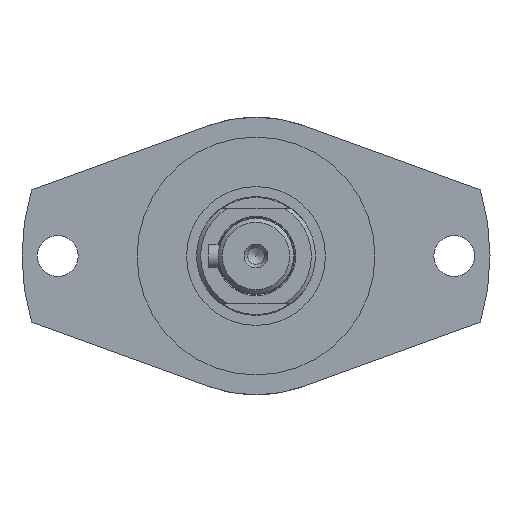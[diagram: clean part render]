
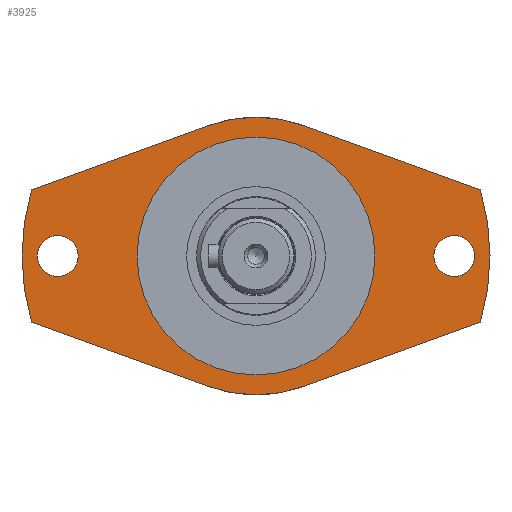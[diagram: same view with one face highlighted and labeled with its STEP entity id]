
A CAD part, left-side view. The second image highlights one B-rep face of the part: STEP entity #3925.
In plain terms, the highlighted planar face has unit normal (-1, 0, 0).
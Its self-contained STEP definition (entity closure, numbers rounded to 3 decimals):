
#344=FACE_BOUND('',#873,.T.);
#345=FACE_BOUND('',#874,.T.);
#346=FACE_BOUND('',#875,.T.);
#457=PLANE('',#4275);
#644=FACE_OUTER_BOUND('',#872,.T.);
#872=EDGE_LOOP('',(#3482,#3483,#3484,#3485,#3486,#3487,#3488,#3489));
#873=EDGE_LOOP('',(#3490));
#874=EDGE_LOOP('',(#3491));
#875=EDGE_LOOP('',(#3492,#3493));
#1043=CIRCLE('',#4265,59.);
#1044=CIRCLE('',#4267,30.);
#1045=CIRCLE('',#4268,30.);
#1049=CIRCLE('',#4274,59.);
#1050=CIRCLE('',#4276,35.);
#1051=CIRCLE('',#4277,35.);
#1052=CIRCLE('',#4278,5.15);
#1053=CIRCLE('',#4279,5.15);
#1376=LINE('',#6579,#1680);
#1377=LINE('',#6582,#1681);
#1378=LINE('',#6584,#1682);
#1379=LINE('',#6587,#1683);
#1680=VECTOR('',#5210,10.);
#1681=VECTOR('',#5213,10.);
#1682=VECTOR('',#5214,10.);
#1683=VECTOR('',#5217,10.);
#2004=VERTEX_POINT('',#6552);
#2005=VERTEX_POINT('',#6554);
#2006=VERTEX_POINT('',#6558);
#2007=VERTEX_POINT('',#6559);
#2010=VERTEX_POINT('',#6569);
#2013=VERTEX_POINT('',#6574);
#2014=VERTEX_POINT('',#6578);
#2015=VERTEX_POINT('',#6580);
#2016=VERTEX_POINT('',#6583);
#2017=VERTEX_POINT('',#6585);
#2018=VERTEX_POINT('',#6588);
#2019=VERTEX_POINT('',#6590);
#2511=EDGE_CURVE('',#2004,#2005,#1043,.T.);
#2513=EDGE_CURVE('',#2006,#2007,#1044,.T.);
#2514=EDGE_CURVE('',#2007,#2006,#1045,.T.);
#2521=EDGE_CURVE('',#2013,#2010,#1049,.T.);
#2522=EDGE_CURVE('',#2004,#2014,#1376,.T.);
#2523=EDGE_CURVE('',#2014,#2015,#1050,.T.);
#2524=EDGE_CURVE('',#2015,#2010,#1377,.T.);
#2525=EDGE_CURVE('',#2013,#2016,#1378,.T.);
#2526=EDGE_CURVE('',#2016,#2017,#1051,.T.);
#2527=EDGE_CURVE('',#2017,#2005,#1379,.T.);
#2528=EDGE_CURVE('',#2018,#2018,#1052,.T.);
#2529=EDGE_CURVE('',#2019,#2019,#1053,.T.);
#3482=ORIENTED_EDGE('',*,*,#2522,.T.);
#3483=ORIENTED_EDGE('',*,*,#2523,.T.);
#3484=ORIENTED_EDGE('',*,*,#2524,.T.);
#3485=ORIENTED_EDGE('',*,*,#2521,.F.);
#3486=ORIENTED_EDGE('',*,*,#2525,.T.);
#3487=ORIENTED_EDGE('',*,*,#2526,.T.);
#3488=ORIENTED_EDGE('',*,*,#2527,.T.);
#3489=ORIENTED_EDGE('',*,*,#2511,.F.);
#3490=ORIENTED_EDGE('',*,*,#2528,.T.);
#3491=ORIENTED_EDGE('',*,*,#2529,.T.);
#3492=ORIENTED_EDGE('',*,*,#2513,.T.);
#3493=ORIENTED_EDGE('',*,*,#2514,.T.);
#3925=ADVANCED_FACE('',(#644,#344,#345,#346),#457,.T.);
#4265=AXIS2_PLACEMENT_3D('',#6555,#5184,#5185);
#4267=AXIS2_PLACEMENT_3D('',#6560,#5189,#5190);
#4268=AXIS2_PLACEMENT_3D('',#6561,#5191,#5192);
#4274=AXIS2_PLACEMENT_3D('',#6576,#5206,#5207);
#4275=AXIS2_PLACEMENT_3D('',#6577,#5208,#5209);
#4276=AXIS2_PLACEMENT_3D('',#6581,#5211,#5212);
#4277=AXIS2_PLACEMENT_3D('',#6586,#5215,#5216);
#4278=AXIS2_PLACEMENT_3D('',#6589,#5218,#5219);
#4279=AXIS2_PLACEMENT_3D('',#6591,#5220,#5221);
#5184=DIRECTION('center_axis',(1.,0.,0.));
#5185=DIRECTION('ref_axis',(0.,-1.,0.));
#5189=DIRECTION('center_axis',(1.,0.,0.));
#5190=DIRECTION('ref_axis',(0.,-1.,0.));
#5191=DIRECTION('center_axis',(1.,0.,0.));
#5192=DIRECTION('ref_axis',(0.,-1.,0.));
#5206=DIRECTION('center_axis',(1.,0.,0.));
#5207=DIRECTION('ref_axis',(0.,-1.,0.));
#5208=DIRECTION('center_axis',(-1.,0.,0.));
#5209=DIRECTION('ref_axis',(0.,0.,
-1.));
#5210=DIRECTION('',(0.,0.94,0.342));
#5211=DIRECTION('center_axis',(-1.,0.,0.));
#5212=DIRECTION('ref_axis',(0.,0.342,-0.94));
#5213=DIRECTION('',(0.,0.94,-0.342));
#5214=DIRECTION('',(0.,-0.94,-0.342));
#5215=DIRECTION('center_axis',(-1.,0.,0.));
#5216=DIRECTION('ref_axis',(0.,-0.342,0.94));
#5217=DIRECTION('',(0.,-0.94,0.342));
#5218=DIRECTION('center_axis',(1.,0.,0.));
#5219=DIRECTION('ref_axis',(0.,0.,1.));
#5220=DIRECTION('center_axis',(1.,0.,0.));
#5221=DIRECTION('ref_axis',(0.,0.,1.));
#6552=CARTESIAN_POINT('',(-165.5,-56.604,16.644));
#6554=CARTESIAN_POINT('',(-165.5,-56.604,-16.644));
#6555=CARTESIAN_POINT('Origin',(-165.5,0.,0.));
#6558=CARTESIAN_POINT('',(-165.5,-30.,0.));
#6559=CARTESIAN_POINT('',(-165.5,30.,0.));
#6560=CARTESIAN_POINT('Origin',(-165.5,0.,0.));
#6561=CARTESIAN_POINT('Origin',(-165.5,0.,0.));
#6569=CARTESIAN_POINT('',(-165.5,56.604,16.644));
#6574=CARTESIAN_POINT('',(-165.5,56.604,-16.644));
#6576=CARTESIAN_POINT('Origin',(-165.5,0.,0.));
#6577=CARTESIAN_POINT('Origin',(-165.5,-44.5,0.));
#6578=CARTESIAN_POINT('',(-165.5,-11.971,32.889));
#6579=CARTESIAN_POINT('',(-165.5,-76.799,9.294));
#6580=CARTESIAN_POINT('',(-165.5,11.971,32.889));
#6581=CARTESIAN_POINT('Origin',(-165.5,0.,0.));
#6582=CARTESIAN_POINT('',(-165.5,-7.677,40.04));
#6583=CARTESIAN_POINT('',(-165.5,11.971,-32.889));
#6584=CARTESIAN_POINT('',(-165.5,37.505,-23.596));
#6585=CARTESIAN_POINT('',(-165.5,-11.971,-32.889));
#6586=CARTESIAN_POINT('Origin',(-165.5,0.,0.));
#6587=CARTESIAN_POINT('',(-165.5,-31.618,-25.738));
#6588=CARTESIAN_POINT('',(-165.5,50.,-5.15));
#6589=CARTESIAN_POINT('Origin',(-165.5,50.,0.));
#6590=CARTESIAN_POINT('',(-165.5,-50.,-5.15));
#6591=CARTESIAN_POINT('Origin',(-165.5,-50.,0.));
